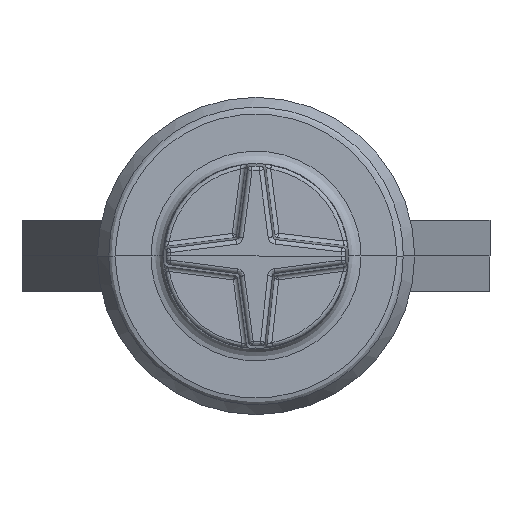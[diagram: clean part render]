
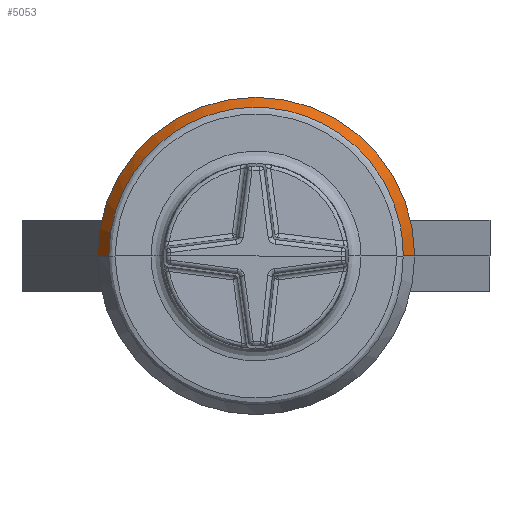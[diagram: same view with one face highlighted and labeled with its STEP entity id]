
A CAD part, left-side view. The second image highlights one B-rep face of the part: STEP entity #5053.
In plain terms, the highlighted conical face has half-angle 30 degrees and reference radius 10.16 mm.
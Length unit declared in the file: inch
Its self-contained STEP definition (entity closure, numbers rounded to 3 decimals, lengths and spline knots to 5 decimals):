
#277 = CARTESIAN_POINT ( 'NONE',  ( -0.2018, -0.4, 0. ) ) ;
#292 = CARTESIAN_POINT ( 'NONE',  ( -0.2018, 0.4, 0. ) ) ;
#364 = CARTESIAN_POINT ( 'NONE',  ( -0.24847, 0.30336, 0.2187 ) ) ;
#369 = ORIENTED_EDGE ( 'NONE', *, *, #3537, .F. ) ;
#414 = CARTESIAN_POINT ( 'NONE',  ( -0.2018, -0.4, 0. ) ) ;
#421 = EDGE_LOOP ( 'NONE', ( #726, #6438, #3209, #5037, #369 ) ) ;
#500 = CARTESIAN_POINT ( 'NONE',  ( -0.24678, -0.19422, 0.32046 ) ) ;
#587 = DIRECTION ( 'NONE',  ( 1., 0., 0. ) ) ;
#611 = VECTOR ( 'NONE', #2327, 39.37008 ) ;
#726 = ORIENTED_EDGE ( 'NONE', *, *, #3270, .T. ) ;
#879 = CARTESIAN_POINT ( 'NONE',  ( -0.24584, -0.07394, 0.3696 ) ) ;
#905 = CARTESIAN_POINT ( 'NONE',  ( -0.25003, 0.35379, 0.11919 ) ) ;
#1090 = CARTESIAN_POINT ( 'NONE',  ( -0.25195, 0.37105, 0. ) ) ;
#1126 = AXIS2_PLACEMENT_3D ( 'NONE', #6106, #1566, #5674 ) ;
#1312 = VECTOR ( 'NONE', #5956, 39.37008 ) ;
#1415 = VERTEX_POINT ( 'NONE', #1768 ) ;
#1516 = FACE_OUTER_BOUND ( 'NONE', #421, .T. ) ;
#1549 = EDGE_CURVE ( 'NONE', #3519, #4527, #5934, .T. ) ;
#1566 = DIRECTION ( 'NONE',  ( 1., 0., 0. ) ) ;
#1768 = CARTESIAN_POINT ( 'NONE',  ( -0.2018, 0., 0.4 ) ) ;
#1930 = CARTESIAN_POINT ( 'NONE',  ( -0.2018, 0., 0. ) ) ;
#1931 = CARTESIAN_POINT ( 'NONE',  ( -0.25195, 0.37105, 0. ) ) ;
#1973 = EDGE_CURVE ( 'NONE', #2952, #1415, #2763, .T. ) ;
#2091 = CARTESIAN_POINT ( 'NONE',  ( -0.24782, -0.27029, 0.25899 ) ) ;
#2324 = EDGE_CURVE ( 'NONE', #1415, #4527, #4404, .T. ) ;
#2327 = DIRECTION ( 'NONE',  ( 0.866, 0.5, 0. ) ) ;
#2440 = CARTESIAN_POINT ( 'NONE',  ( -0.25094, 0.36767, 0.06168 ) ) ;
#2577 = CARTESIAN_POINT ( 'NONE',  ( -0.24883, -0.31848, 0.19587 ) ) ;
#2666 = CARTESIAN_POINT ( 'NONE',  ( -0.2018, 0., 0. ) ) ;
#2763 = CIRCLE ( 'NONE', #4161, 0.4 ) ;
#2905 = CARTESIAN_POINT ( 'NONE',  ( -0.24622, 0.13343, 0.35039 ) ) ;
#2952 = VERTEX_POINT ( 'NONE', #5236 ) ;
#2958 = CARTESIAN_POINT ( 'NONE',  ( -0.24883, 0.31839, 0.19602 ) ) ;
#2978 = CARTESIAN_POINT ( 'NONE',  ( -0.24782, 0.27011, 0.25918 ) ) ;
#3056 = CARTESIAN_POINT ( 'NONE',  ( -0.25195, -0.37105, 0. ) ) ;
#3209 = ORIENTED_EDGE ( 'NONE', *, *, #2324, .F. ) ;
#3270 = EDGE_CURVE ( 'NONE', #6575, #3519, #6464, .T. ) ;
#3286 = CARTESIAN_POINT ( 'NONE',  ( -0.25195, -0.37105, 0. ) ) ;
#3519 = VERTEX_POINT ( 'NONE', #3286 ) ;
#3537 = EDGE_CURVE ( 'NONE', #6575, #2952, #4962, .T. ) ;
#3992 = CARTESIAN_POINT ( 'NONE',  ( -0.24571, -0.03529, 0.37462 ) ) ;
#4088 = CARTESIAN_POINT ( 'NONE',  ( -0.24847, -0.30348, 0.21853 ) ) ;
#4150 = CARTESIAN_POINT ( 'NONE',  ( -0.24961, -0.34366, 0.14614 ) ) ;
#4161 = AXIS2_PLACEMENT_3D ( 'NONE', #2666, #587, #6294 ) ;
#4404 = CIRCLE ( 'NONE', #1126, 0.4 ) ;
#4512 = DIRECTION ( 'NONE',  ( 1., 0., 0. ) ) ;
#4514 = CARTESIAN_POINT ( 'NONE',  ( -0.24623, -0.13385, 0.35023 ) ) ;
#4527 = VERTEX_POINT ( 'NONE', #414 ) ;
#4634 = CARTESIAN_POINT ( 'NONE',  ( -0.24753, -0.25211, 0.27679 ) ) ;
#4962 = LINE ( 'NONE', #292, #611 ) ;
#4987 = CARTESIAN_POINT ( 'NONE',  ( -0.24678, 0.19391, 0.32065 ) ) ;
#5026 = AXIS2_PLACEMENT_3D ( 'NONE', #1930, #4512, #5496 ) ;
#5037 = ORIENTED_EDGE ( 'NONE', *, *, #1973, .F. ) ;
#5053 = ADVANCED_FACE ( 'NONE', ( #1516 ), #6450, .T. ) ;
#5188 = CARTESIAN_POINT ( 'NONE',  ( -0.24701, -0.21408, 0.30752 ) ) ;
#5236 = CARTESIAN_POINT ( 'NONE',  ( -0.2018, 0.4, 0. ) ) ;
#5496 = DIRECTION ( 'NONE',  ( 0., 1., 0. ) ) ;
#5568 = CARTESIAN_POINT ( 'NONE',  ( -0.24961, 0.34361, 0.14627 ) ) ;
#5640 = CARTESIAN_POINT ( 'NONE',  ( -0.25143, -0.37135, 0.03122 ) ) ;
#5674 = DIRECTION ( 'NONE',  ( 0., 0., 1. ) ) ;
#5702 = CARTESIAN_POINT ( 'NONE',  ( -0.24639, -0.15411, 0.34181 ) ) ;
#5934 = LINE ( 'NONE', #277, #1312 ) ;
#5956 = DIRECTION ( 'NONE',  ( 0.866, -0.5, 0. ) ) ;
#6017 = CARTESIAN_POINT ( 'NONE',  ( -0.24639, 0.15373, 0.34199 ) ) ;
#6106 = CARTESIAN_POINT ( 'NONE',  ( -0.2018, 0., 0. ) ) ;
#6112 = CARTESIAN_POINT ( 'NONE',  ( -0.25143, 0.37135, 0.03125 ) ) ;
#6159 = CARTESIAN_POINT ( 'NONE',  ( -0.25003, -0.35382, 0.11908 ) ) ;
#6294 = DIRECTION ( 'NONE',  ( 0., 0., 1. ) ) ;
#6438 = ORIENTED_EDGE ( 'NONE', *, *, #1549, .T. ) ;
#6450 = CONICAL_SURFACE ( 'NONE', #5026, 0.4, 0.524 ) ;
#6464 = B_SPLINE_CURVE_WITH_KNOTS ( 'NONE', 3,
 ( #1931, #6112, #2440, #905, #5568, #2958, #364, #2978, #6621, #6519, #4987, #6017, #2905, #6592, #6542, #3992, #879, #4514, #5702, #500, #5188, #4634, #2091, #4088, #2577, #4150, #6159, #6663, #5640, #3056 ),
 .UNSPECIFIED., .F., .F.,
 ( 4, 2, 2, 2, 2, 2, 2, 2, 2, 2, 2, 2, 2, 2, 4 ),
 ( 0., 0.0625, 0.125, 0.1875, 0.25, 0.3125, 0.375, 0.5, 0.625, 0.6875, 0.75, 0.8125, 0.875, 0.9375, 1. ),
 .UNSPECIFIED. ) ;
#6519 = CARTESIAN_POINT ( 'NONE',  ( -0.247, 0.2138, 0.30772 ) ) ;
#6542 = CARTESIAN_POINT ( 'NONE',  ( -0.2457, 0.03467, 0.37468 ) ) ;
#6575 = VERTEX_POINT ( 'NONE', #1090 ) ;
#6592 = CARTESIAN_POINT ( 'NONE',  ( -0.24583, 0.07343, 0.36971 ) ) ;
#6621 = CARTESIAN_POINT ( 'NONE',  ( -0.24752, 0.2519, 0.27699 ) ) ;
#6663 = CARTESIAN_POINT ( 'NONE',  ( -0.25094, -0.36767, 0.06162 ) ) ;
